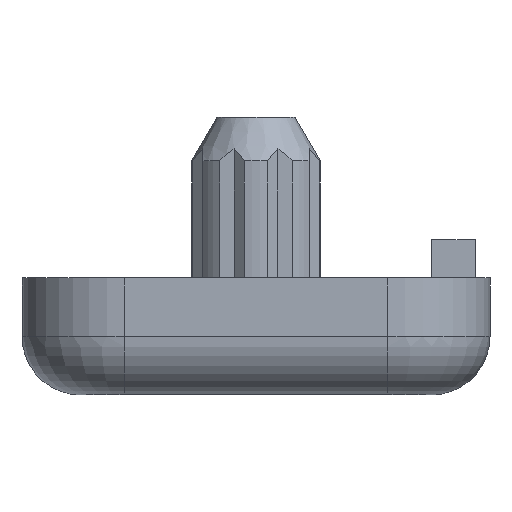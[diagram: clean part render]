
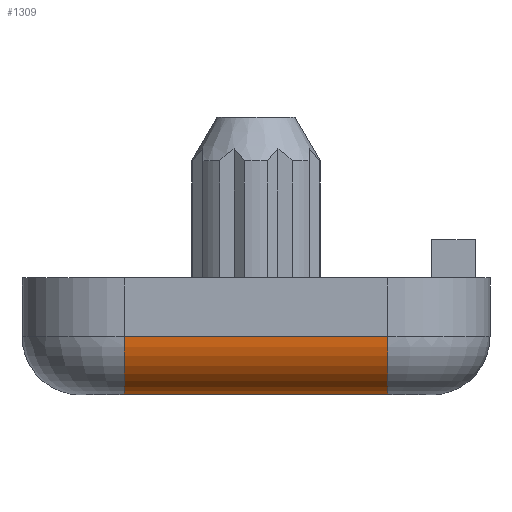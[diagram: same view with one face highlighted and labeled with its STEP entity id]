
A CAD part, front view. The second image highlights one B-rep face of the part: STEP entity #1309.
In plain terms, the highlighted cylindrical face has radius 2 mm (diameter 4 mm), a partial arc.
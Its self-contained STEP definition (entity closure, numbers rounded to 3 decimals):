
#143 = DIRECTION ( 'NONE',  ( -1., 0., 0. ) ) ;
#144 = CARTESIAN_POINT ( 'NONE',  ( -4.5, -38., 0. ) ) ;
#223 = CARTESIAN_POINT ( 'NONE',  ( 4.5, -38., 2. ) ) ;
#224 = DIRECTION ( 'NONE',  ( -1., 0., 0. ) ) ;
#225 = DIRECTION ( 'NONE',  ( 0., 0., 1. ) ) ;
#226 = CARTESIAN_POINT ( 'NONE',  ( -4.5, -38., 2. ) ) ;
#227 = DIRECTION ( 'NONE',  ( -1., 0., 0. ) ) ;
#228 = DIRECTION ( 'NONE',  ( 0., 0., 1. ) ) ;
#434 = CARTESIAN_POINT ( 'NONE',  ( 4.5, -40., 2. ) ) ;
#444 = DIRECTION ( 'NONE',  ( 1., 0., 0. ) ) ;
#763 = CARTESIAN_POINT ( 'NONE',  ( 4.5, -40., 2. ) ) ;
#801 = CARTESIAN_POINT ( 'NONE',  ( -4.5, -40., 2. ) ) ;
#841 = CARTESIAN_POINT ( 'NONE',  ( -4.5, -38., 0. ) ) ;
#847 = CARTESIAN_POINT ( 'NONE',  ( 4.5, -38., 0. ) ) ;
#967 = AXIS2_PLACEMENT_3D ( 'NONE', #2166, #2163, #2178 ) ;
#1010 = EDGE_CURVE ( 'NONE', #1455, #1886, #2670, .T. ) ;
#1031 = EDGE_CURVE ( 'NONE', #1455, #1833, #2674, .T. ) ;
#1032 = EDGE_CURVE ( 'NONE', #1886, #1890, #2752, .T. ) ;
#1079 = AXIS2_PLACEMENT_3D ( 'NONE', #223, #224, #225 ) ;
#1080 = AXIS2_PLACEMENT_3D ( 'NONE', #226, #227, #228 ) ;
#1213 = EDGE_CURVE ( 'NONE', #1890, #1833, #2078, .T. ) ;
#1309 = ADVANCED_FACE ( 'NONE', ( #2986 ), #2922, .T. ) ;
#1455 = VERTEX_POINT ( 'NONE', #847 ) ;
#1833 = VERTEX_POINT ( 'NONE', #763 ) ;
#1886 = VERTEX_POINT ( 'NONE', #841 ) ;
#1890 = VERTEX_POINT ( 'NONE', #801 ) ;
#2067 = VECTOR ( 'NONE', #444, 1000. ) ;
#2078 = LINE ( 'NONE', #434, #2067 ) ;
#2163 = DIRECTION ( 'NONE',  ( -1., 0., 0. ) ) ;
#2166 = CARTESIAN_POINT ( 'NONE',  ( -8., -38., 2. ) ) ;
#2178 = DIRECTION ( 'NONE',  ( 0., 0., 1. ) ) ;
#2610 = VECTOR ( 'NONE', #143, 1000. ) ;
#2618 = ORIENTED_EDGE ( 'NONE', *, *, #1010, .F. ) ;
#2623 = ORIENTED_EDGE ( 'NONE', *, *, #1032, .F. ) ;
#2670 = LINE ( 'NONE', #144, #2610 ) ;
#2674 = CIRCLE ( 'NONE', #1079, 2. ) ;
#2715 = ORIENTED_EDGE ( 'NONE', *, *, #1213, .F. ) ;
#2752 = CIRCLE ( 'NONE', #1080, 2. ) ;
#2802 = ORIENTED_EDGE ( 'NONE', *, *, #1031, .T. ) ;
#2820 = EDGE_LOOP ( 'NONE', ( #2802, #2715, #2623, #2618 ) ) ;
#2922 = CYLINDRICAL_SURFACE ( 'NONE', #967, 2. ) ;
#2986 = FACE_OUTER_BOUND ( 'NONE', #2820, .T. ) ;
